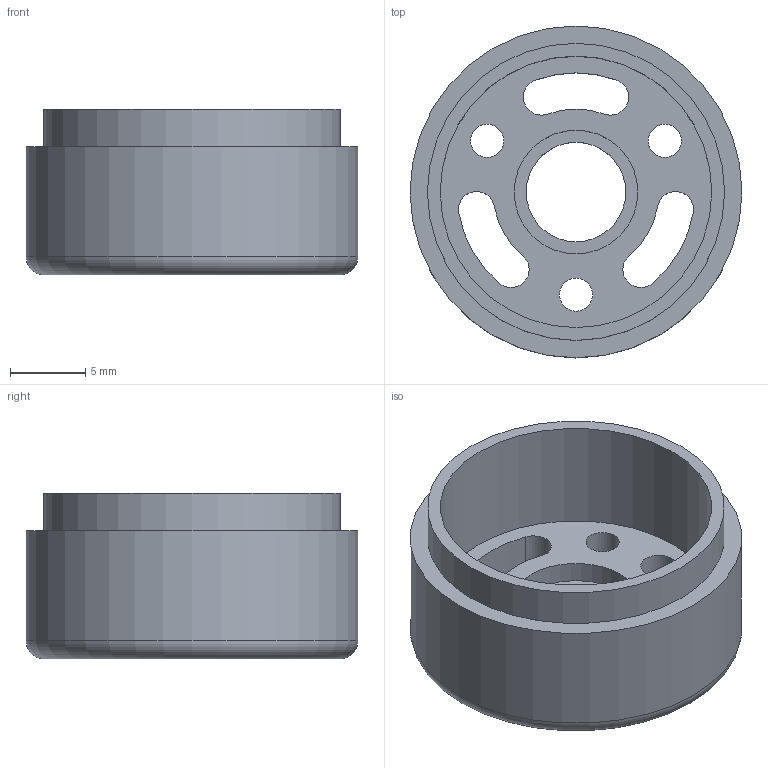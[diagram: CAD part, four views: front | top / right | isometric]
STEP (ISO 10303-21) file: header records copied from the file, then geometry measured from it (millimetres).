
FILE_DESCRIPTION(('FreeCAD Model'),'2;1');
FILE_NAME('Open CASCADE Shape Model','2026-02-04T16:47:30',(''),(''), 'Open CASCADE STEP processor 7.7','FreeCAD','Unknown');
FILE_SCHEMA(('AUTOMOTIVE_DESIGN { 1 0 10303 214 1 1 1 1 }'));
Length unit declared in the file: millimetre
Products named in the file (1): EndCap_Top
Bounding box: 22 x 22 x 11 mm (x, y, z)
Volume: 1681.4 mm3; surface area: 2055.4 mm2
Topology: 1 solids, 1 shells, 32 faces, 71 edges, 47 vertices
Faces by surface type: cylinder 23, plane 8, torus 1
Full cylindrical faces by diameter (mm): 2.2 x3, 3.7 x3, 6.6 x1, 8.2 x1, 18 x1, 19.7 x1, 22 x1
Entity records: 965 total; most frequent: DIRECTION 185, CARTESIAN_POINT 151, ORIENTED_EDGE 142, AXIS2_PLACEMENT_3D 81, EDGE_CURVE 71, FACE_BOUND 52, EDGE_LOOP 52, CIRCLE 48
